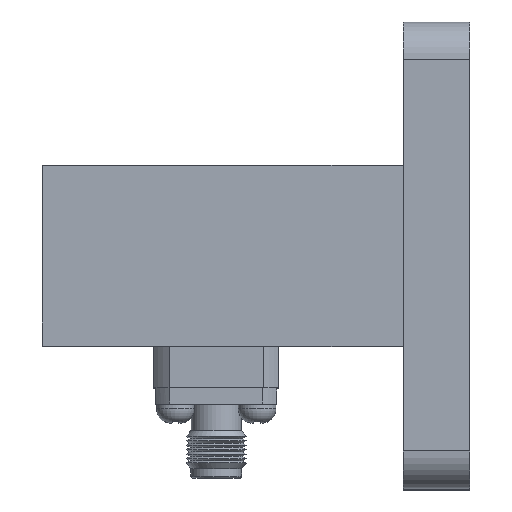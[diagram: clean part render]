
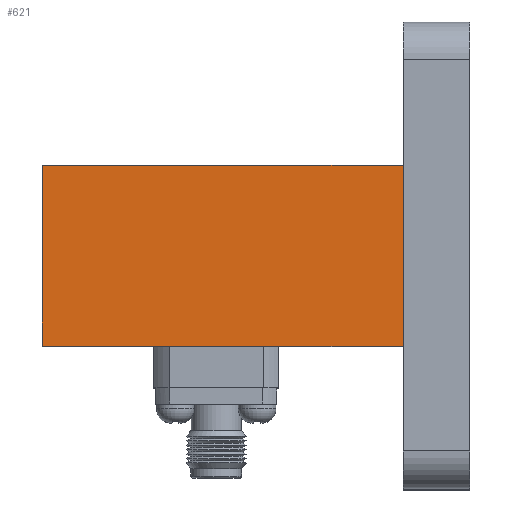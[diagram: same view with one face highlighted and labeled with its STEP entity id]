
A CAD part, top view. The second image highlights one B-rep face of the part: STEP entity #621.
In plain terms, the highlighted planar face has unit normal (0, 0, 1).
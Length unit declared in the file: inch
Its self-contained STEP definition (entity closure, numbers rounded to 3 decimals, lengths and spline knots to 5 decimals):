
#26 = VECTOR ( 'NONE', #419, 39.37008 ) ;
#192 = FACE_OUTER_BOUND ( 'NONE', #3480, .T. ) ;
#379 = DIRECTION ( 'NONE',  ( 0., 0., -1. ) ) ;
#419 = DIRECTION ( 'NONE',  ( 1., 0., 0. ) ) ;
#441 = EDGE_CURVE ( 'NONE', #963, #3123, #2450, .T. ) ;
#480 = CARTESIAN_POINT ( 'NONE',  ( -1.77165, 0.37502, 0.75004 ) ) ;
#621 = ADVANCED_FACE ( 'NONE', ( #192 ), #1348, .F. ) ;
#713 = DIRECTION ( 'NONE',  ( 0., 1., 0. ) ) ;
#963 = VERTEX_POINT ( 'NONE', #3256 ) ;
#1230 = CARTESIAN_POINT ( 'NONE',  ( -1.77165, 0.37502, 0.75004 ) ) ;
#1249 = VECTOR ( 'NONE', #3529, 39.37008 ) ;
#1286 = ORIENTED_EDGE ( 'NONE', *, *, #2330, .T. ) ;
#1348 = PLANE ( 'NONE',  #2749 ) ;
#1437 = EDGE_CURVE ( 'NONE', #963, #3282, #3448, .T. ) ;
#1680 = CARTESIAN_POINT ( 'NONE',  ( -1.77165, 0.37502, 0.75004 ) ) ;
#1852 = ORIENTED_EDGE ( 'NONE', *, *, #3195, .F. ) ;
#2092 = DIRECTION ( 'NONE',  ( 0., 1., 0. ) ) ;
#2160 = CARTESIAN_POINT ( 'NONE',  ( -0.27559, -0.37502, 0.75004 ) ) ;
#2330 = EDGE_CURVE ( 'NONE', #3123, #2948, #3435, .T. ) ;
#2382 = CARTESIAN_POINT ( 'NONE',  ( -1.77165, -0.37502, 0.75004 ) ) ;
#2450 = LINE ( 'NONE', #2382, #26 ) ;
#2565 = VECTOR ( 'NONE', #713, 39.37008 ) ;
#2678 = DIRECTION ( 'NONE',  ( 0., 1., 0. ) ) ;
#2749 = AXIS2_PLACEMENT_3D ( 'NONE', #1680, #379, #2678 ) ;
#2770 = ORIENTED_EDGE ( 'NONE', *, *, #1437, .F. ) ;
#2905 = LINE ( 'NONE', #1230, #1249 ) ;
#2948 = VERTEX_POINT ( 'NONE', #3039 ) ;
#3039 = CARTESIAN_POINT ( 'NONE',  ( -0.27559, 0.37502, 0.75004 ) ) ;
#3123 = VERTEX_POINT ( 'NONE', #2160 ) ;
#3195 = EDGE_CURVE ( 'NONE', #3282, #2948, #2905, .T. ) ;
#3256 = CARTESIAN_POINT ( 'NONE',  ( -1.77165, -0.37502, 0.75004 ) ) ;
#3282 = VERTEX_POINT ( 'NONE', #480 ) ;
#3435 = LINE ( 'NONE', #3987, #2565 ) ;
#3448 = LINE ( 'NONE', #3725, #4234 ) ;
#3480 = EDGE_LOOP ( 'NONE', ( #1286, #1852, #2770, #4224 ) ) ;
#3529 = DIRECTION ( 'NONE',  ( 1., 0., 0. ) ) ;
#3725 = CARTESIAN_POINT ( 'NONE',  ( -1.77165, 0.37502, 0.75004 ) ) ;
#3987 = CARTESIAN_POINT ( 'NONE',  ( -0.27559, 0.37502, 0.75004 ) ) ;
#4224 = ORIENTED_EDGE ( 'NONE', *, *, #441, .T. ) ;
#4234 = VECTOR ( 'NONE', #2092, 39.37008 ) ;
